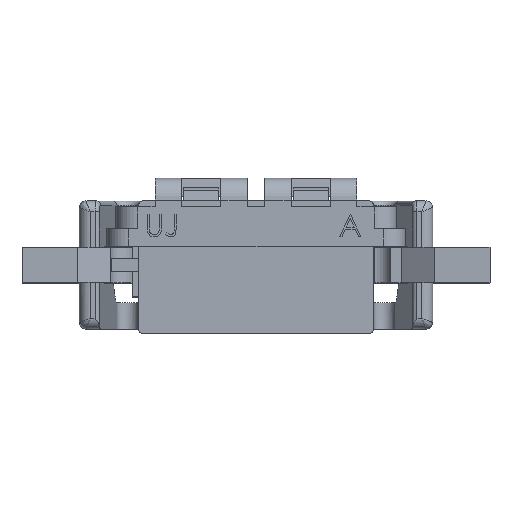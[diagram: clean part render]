
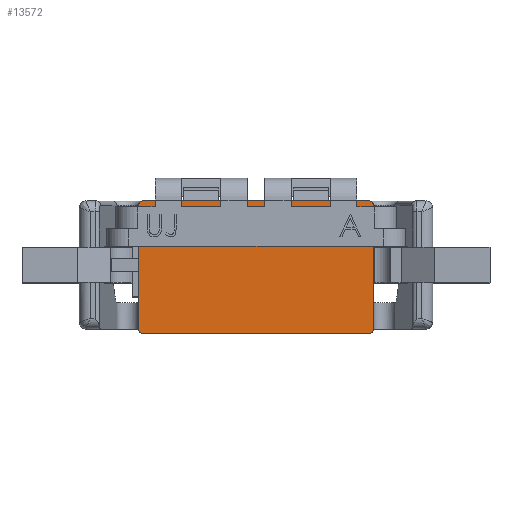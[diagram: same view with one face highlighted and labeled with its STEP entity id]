
A CAD part, top view. The second image highlights one B-rep face of the part: STEP entity #13572.
In plain terms, the highlighted planar face has unit normal (0, 0, 1).
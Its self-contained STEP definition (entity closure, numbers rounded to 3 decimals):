
#660 = LINE ( 'NONE', #6449, #10204 ) ;
#973 = LINE ( 'NONE', #1139, #4018 ) ;
#1139 = CARTESIAN_POINT ( 'NONE',  ( 0., -6.04, 0. ) ) ;
#1423 = CARTESIAN_POINT ( 'NONE',  ( -0.35, -0.2, 0. ) ) ;
#2015 = CARTESIAN_POINT ( 'NONE',  ( 10.35, -6.04, 0. ) ) ;
#2668 = ORIENTED_EDGE ( 'NONE', *, *, #13760, .T. ) ;
#3113 = VERTEX_POINT ( 'NONE', #1423 ) ;
#3221 = DIRECTION ( 'NONE',  ( 0., 0., 1. ) ) ;
#3267 = CARTESIAN_POINT ( 'NONE',  ( -0.15, -6.04, 0. ) ) ;
#3330 = DIRECTION ( 'NONE',  ( 0., 1., 0. ) ) ;
#3467 = CARTESIAN_POINT ( 'NONE',  ( 10.35, -0.2, 0. ) ) ;
#3750 = EDGE_CURVE ( 'NONE', #10258, #11083, #973, .T. ) ;
#3820 = AXIS2_PLACEMENT_3D ( 'NONE', #14718, #7014, #16021 ) ;
#4018 = VECTOR ( 'NONE', #4991, 1000. ) ;
#4075 = EDGE_CURVE ( 'NONE', #5571, #7985, #6446, .T. ) ;
#4148 = VERTEX_POINT ( 'NONE', #12777 ) ;
#4696 = CARTESIAN_POINT ( 'NONE',  ( -0.15, -5.84, 0. ) ) ;
#4703 = LINE ( 'NONE', #2015, #11222 ) ;
#4848 = CARTESIAN_POINT ( 'NONE',  ( 10.15, -0.2, 0. ) ) ;
#4855 = CARTESIAN_POINT ( 'NONE',  ( 10.15, -5.84, 0. ) ) ;
#4991 = DIRECTION ( 'NONE',  ( 1., 0., 0. ) ) ;
#5571 = VERTEX_POINT ( 'NONE', #3467 ) ;
#5654 = AXIS2_PLACEMENT_3D ( 'NONE', #4696, #13739, #6019 ) ;
#5735 = ORIENTED_EDGE ( 'NONE', *, *, #13174, .T. ) ;
#5769 = EDGE_LOOP ( 'NONE', ( #8408, #5735, #10418, #13776, #15391, #12881, #2668, #16732 ) ) ;
#6019 = DIRECTION ( 'NONE',  ( 1., 0., 0. ) ) ;
#6159 = DIRECTION ( 'NONE',  ( 1., 0., 0. ) ) ;
#6170 = DIRECTION ( 'NONE',  ( 1., 0., 0. ) ) ;
#6280 = FACE_OUTER_BOUND ( 'NONE', #5769, .T. ) ;
#6290 = EDGE_CURVE ( 'NONE', #4148, #3113, #6343, .T. ) ;
#6298 = CIRCLE ( 'NONE', #10902, 0.2 ) ;
#6343 = CIRCLE ( 'NONE', #3820, 0.2 ) ;
#6446 = CIRCLE ( 'NONE', #13062, 0.2 ) ;
#6449 = CARTESIAN_POINT ( 'NONE',  ( 1.25, 0., 0. ) ) ;
#6886 = VECTOR ( 'NONE', #15401, 1000. ) ;
#7014 = DIRECTION ( 'NONE',  ( 0., 0., 1. ) ) ;
#7985 = VERTEX_POINT ( 'NONE', #13465 ) ;
#8331 = PLANE ( 'NONE',  #11971 ) ;
#8408 = ORIENTED_EDGE ( 'NONE', *, *, #3750, .T. ) ;
#9704 = CARTESIAN_POINT ( 'NONE',  ( 0., 0., 0. ) ) ;
#9907 = EDGE_CURVE ( 'NONE', #7985, #4148, #660, .T. ) ;
#10204 = VECTOR ( 'NONE', #14184, 1000. ) ;
#10258 = VERTEX_POINT ( 'NONE', #3267 ) ;
#10349 = LINE ( 'NONE', #11559, #6886 ) ;
#10418 = ORIENTED_EDGE ( 'NONE', *, *, #12359, .T. ) ;
#10819 = CARTESIAN_POINT ( 'NONE',  ( 10.15, -6.04, 0. ) ) ;
#10902 = AXIS2_PLACEMENT_3D ( 'NONE', #4855, #13911, #6170 ) ;
#11083 = VERTEX_POINT ( 'NONE', #10819 ) ;
#11222 = VECTOR ( 'NONE', #3330, 1000. ) ;
#11559 = CARTESIAN_POINT ( 'NONE',  ( -0.35, 0., 0. ) ) ;
#11856 = VERTEX_POINT ( 'NONE', #15190 ) ;
#11971 = AXIS2_PLACEMENT_3D ( 'NONE', #9704, #3221, #12297 ) ;
#12297 = DIRECTION ( 'NONE',  ( 1., 0., 0. ) ) ;
#12359 = EDGE_CURVE ( 'NONE', #14323, #5571, #4703, .T. ) ;
#12777 = CARTESIAN_POINT ( 'NONE',  ( -0.15, 0., 0. ) ) ;
#12881 = ORIENTED_EDGE ( 'NONE', *, *, #6290, .T. ) ;
#13062 = AXIS2_PLACEMENT_3D ( 'NONE', #4848, #13904, #6159 ) ;
#13129 = EDGE_CURVE ( 'NONE', #11856, #10258, #13981, .T. ) ;
#13174 = EDGE_CURVE ( 'NONE', #11083, #14323, #6298, .T. ) ;
#13465 = CARTESIAN_POINT ( 'NONE',  ( 10.15, 0., 0. ) ) ;
#13572 = ADVANCED_FACE ( 'NONE', ( #6280 ), #8331, .T. ) ;
#13739 = DIRECTION ( 'NONE',  ( 0., 0., 1. ) ) ;
#13756 = CARTESIAN_POINT ( 'NONE',  ( 10.35, -5.84, 0. ) ) ;
#13760 = EDGE_CURVE ( 'NONE', #3113, #11856, #10349, .T. ) ;
#13776 = ORIENTED_EDGE ( 'NONE', *, *, #4075, .T. ) ;
#13904 = DIRECTION ( 'NONE',  ( 0., 0., 1. ) ) ;
#13911 = DIRECTION ( 'NONE',  ( 0., 0., 1. ) ) ;
#13981 = CIRCLE ( 'NONE', #5654, 0.2 ) ;
#14184 = DIRECTION ( 'NONE',  ( -1., 0., 0. ) ) ;
#14323 = VERTEX_POINT ( 'NONE', #13756 ) ;
#14718 = CARTESIAN_POINT ( 'NONE',  ( -0.15, -0.2, 0. ) ) ;
#15190 = CARTESIAN_POINT ( 'NONE',  ( -0.35, -5.84, 0. ) ) ;
#15391 = ORIENTED_EDGE ( 'NONE', *, *, #9907, .T. ) ;
#15401 = DIRECTION ( 'NONE',  ( 0., -1., 0. ) ) ;
#16021 = DIRECTION ( 'NONE',  ( 1., 0., 0. ) ) ;
#16732 = ORIENTED_EDGE ( 'NONE', *, *, #13129, .T. ) ;
